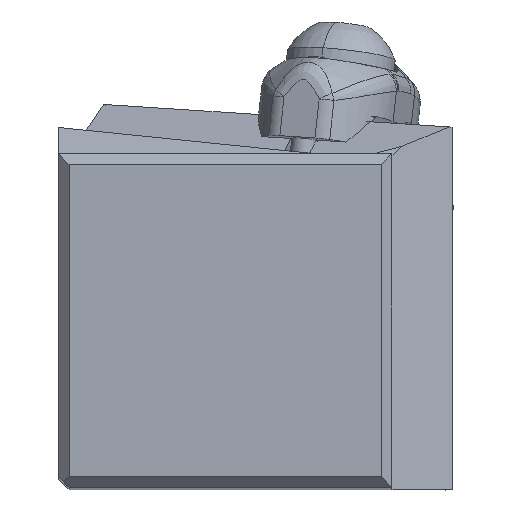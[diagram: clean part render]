
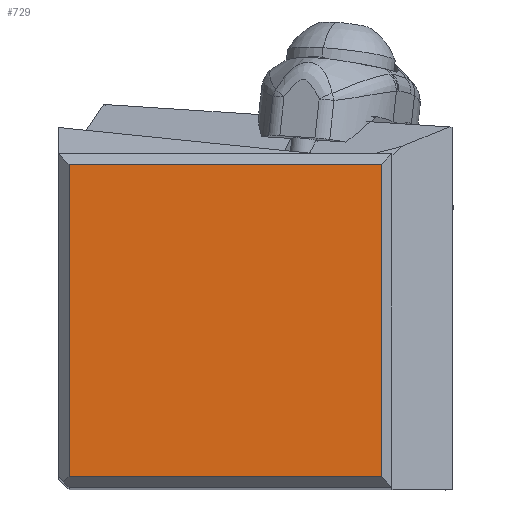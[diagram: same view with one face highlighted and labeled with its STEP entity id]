
A CAD part, top view. The second image highlights one B-rep face of the part: STEP entity #729.
In plain terms, the highlighted planar face has unit normal (0, 0, 1).
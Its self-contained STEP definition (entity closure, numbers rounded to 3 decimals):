
#469=FACE_OUTER_BOUND('',#1127,.T.);
#729=ADVANCED_FACE('',(#469),#993,.T.);
#993=PLANE('',#4875);
#1127=EDGE_LOOP('',(#1793,#1794,#1795,#1796));
#1793=ORIENTED_EDGE('',*,*,#3560,.F.);
#1794=ORIENTED_EDGE('',*,*,#3561,.F.);
#1795=ORIENTED_EDGE('',*,*,#3468,.F.);
#1796=ORIENTED_EDGE('',*,*,#3559,.F.);
#3022=VERTEX_POINT('',#6573);
#3023=VERTEX_POINT('',#6575);
#3085=VERTEX_POINT('',#6759);
#3086=VERTEX_POINT('',#6763);
#3468=EDGE_CURVE('',#3022,#3023,#4163,.T.);
#3559=EDGE_CURVE('',#3085,#3022,#4222,.T.);
#3560=EDGE_CURVE('',#3086,#3085,#4223,.T.);
#3561=EDGE_CURVE('',#3023,#3086,#4224,.T.);
#4163=LINE('',#6574,#4423);
#4222=LINE('',#6760,#4482);
#4223=LINE('',#6762,#4483);
#4224=LINE('',#6764,#4484);
#4423=VECTOR('',#5345,1.);
#4482=VECTOR('',#5516,1.);
#4483=VECTOR('',#5519,1.);
#4484=VECTOR('',#5520,1.);
#4875=AXIS2_PLACEMENT_3D('',#6765,#5521,#5522);
#5345=DIRECTION('',(-1.,0.,0.));
#5516=DIRECTION('',(0.,-1.,0.));
#5519=DIRECTION('',(1.,0.,0.));
#5520=DIRECTION('',(0.,1.,0.));
#5521=DIRECTION('',(0.,0.,1.));
#5522=DIRECTION('',(1.,0.,0.));
#6573=CARTESIAN_POINT('',(30.75,1.,0.));
#6574=CARTESIAN_POINT('',(30.75,1.,0.));
#6575=CARTESIAN_POINT('',(1.,1.,0.));
#6759=CARTESIAN_POINT('',(30.75,30.75,0.));
#6760=CARTESIAN_POINT('',(30.75,30.75,0.));
#6762=CARTESIAN_POINT('',(1.,30.75,0.));
#6763=CARTESIAN_POINT('',(1.,30.75,0.));
#6764=CARTESIAN_POINT('',(1.,1.,0.));
#6765=CARTESIAN_POINT('',(15.875,15.875,0.));
